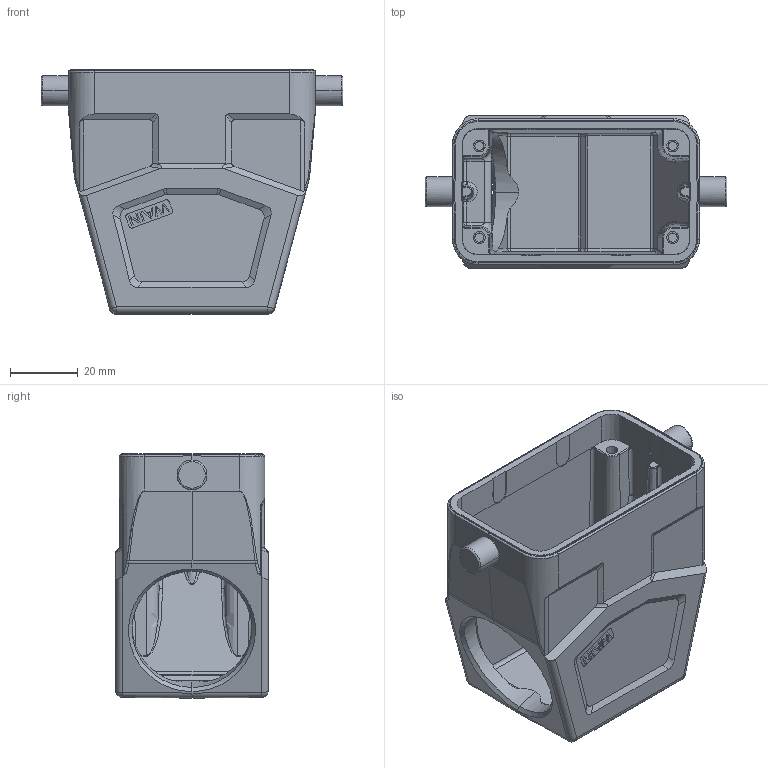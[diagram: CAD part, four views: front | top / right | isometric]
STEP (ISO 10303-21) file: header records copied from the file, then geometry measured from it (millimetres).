
FILE_DESCRIPTION((''),'2;1');
FILE_NAME('3D_1111105105004_W10B-SEH-2B-PG','2017-06-07T',('sh.ye'),(''),'PRO/ENGINEER BY PARAMETRIC TECHNOLOGY CORPORATION, 2010180','PRO/ENGINEER BY PARAMETRIC TECHNOLOGY CORPORATION, 2010180','');
FILE_SCHEMA(('AUTOMOTIVE_DESIGN { 1 0 10303 214 1 1 1 1 }'));
Length unit declared in the file: millimetre
Products named in the file (1): 3D_1111105105004_W10B-SEH-2B-PG
Bounding box: 89 x 45 x 72 mm (x, y, z)
Volume: 61703.7 mm3; surface area: 31663.3 mm2
Topology: 1 solids, 1 shells, 477 faces, 1245 edges, 771 vertices
Faces by surface type: plane 223, cylinder 143, bspline 37, extrusion 21, sphere 20, torus 17, cone 16
Entity records: 17729 total; most frequent: CARTESIAN_POINT 6464, ORIENTED_EDGE 2450, DIRECTION 2051, EDGE_CURVE 1225, VERTEX_POINT 771, VECTOR 745, LINE 724, AXIS2_PLACEMENT_3D 653
